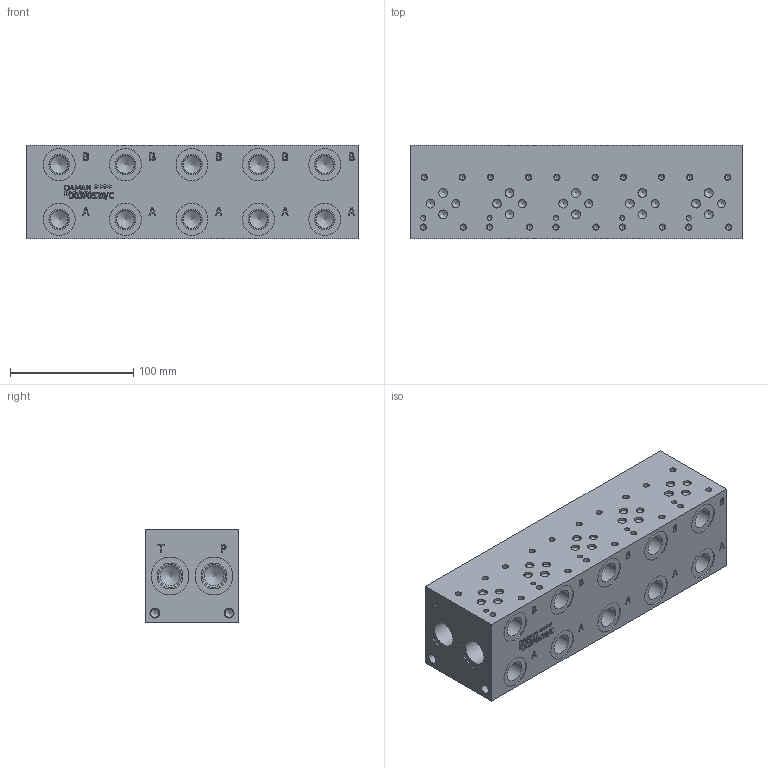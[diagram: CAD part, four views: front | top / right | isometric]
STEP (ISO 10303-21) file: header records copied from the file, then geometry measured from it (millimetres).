
FILE_DESCRIPTION(/* description */ (''),/* implementation_level */ '2;1');
FILE_NAME(/* name */ '_D03P052B_C.stp',/* time_stamp */ '2020-05-01T09:06:55-04:00',/* author */ ('alexanderw'),/* organization */ (''),/* preprocessor_version */ 'ST-DEVELOPER v17',/* originating_system */ 'Autodesk Inventor 2019',/* authorisation */ '');
FILE_SCHEMA (('AUTOMOTIVE_DESIGN { 1 0 10303 214 3 1 1 }'));
Length unit declared in the file: millimetre
Products named in the file (1): Part_AD03P052B~C_3D
Bounding box: 269.88 x 76.2 x 76.2 mm (x, y, z)
Volume: 1460009.5 mm3; surface area: 123432.1 mm2
Topology: 1 solids, 1 shells, 875 faces, 2415 edges, 1656 vertices
Faces by surface type: plane 451, bspline 207, cylinder 135, cone 82
Full cylindrical faces by diameter (mm): 3.962 x5, 4.216 x20, 5.004 x20, 6.35 x5, 6.756 x4, 7.137 x15, 8.001 x4, 14.29 x1, 14.3 x10, 15.062 x10, 15.875 x4, 15.9 x1, 16.764 x10, 18.923 x4, 20.62 x1, 21.057 x4, 22.23 x1, 22.54 x1, 25.933 x10, 30.16 x1, 30.683 x4
Entity records: 29495 total; most frequent: CARTESIAN_POINT 7574, ORIENTED_EDGE 4702, DIRECTION 3783, EDGE_CURVE 2351, VERTEX_POINT 1656, LINE 1429, VECTOR 1429, AXIS2_PLACEMENT_3D 1177
